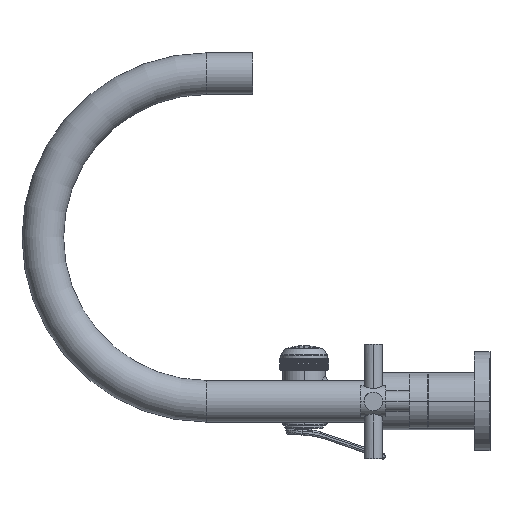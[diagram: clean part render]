
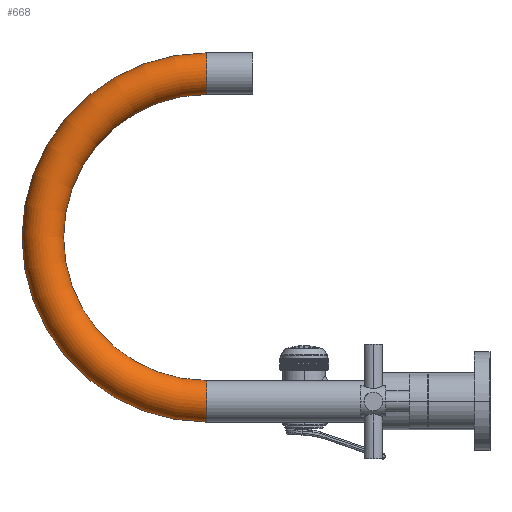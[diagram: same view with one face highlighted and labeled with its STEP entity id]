
A CAD part, left-side view. The second image highlights one B-rep face of the part: STEP entity #668.
In plain terms, the highlighted toroidal (fillet/blend) face has major radius 100.013 mm and minor radius 12.7 mm.
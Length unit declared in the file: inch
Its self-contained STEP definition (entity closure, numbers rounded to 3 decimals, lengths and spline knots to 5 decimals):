
#336=CARTESIAN_POINT('',(0.,6.81,0.));
#337=DIRECTION('',(0.,1.,0.));
#338=DIRECTION('',(0.,0.,-1.));
#339=AXIS2_PLACEMENT_3D('',#336,#337,#338);
#344=CARTESIAN_POINT('',(0.,6.81,3.9375));
#345=DIRECTION('',(1.,0.,0.));
#346=DIRECTION('',(0.,0.,-1.));
#347=AXIS2_PLACEMENT_3D('',#344,#345,#346);
#360=CARTESIAN_POINT('',(0.,6.81,3.9375));
#361=DIRECTION('',(1.,0.,0.));
#362=DIRECTION('',(0.,0.,-1.));
#363=AXIS2_PLACEMENT_3D('',#360,#361,#362);
#390=CARTESIAN_POINT('',(0.,6.81,7.875));
#391=DIRECTION('',(0.,-1.,0.));
#392=DIRECTION('',(0.,0.,1.));
#393=AXIS2_PLACEMENT_3D('',#390,#391,#392);
#426=CARTESIAN_POINT('',(0.,6.81,0.5));
#427=CARTESIAN_POINT('',(0.,6.81,-0.5));
#428=VERTEX_POINT('',#426);
#429=VERTEX_POINT('',#427);
#430=CARTESIAN_POINT('',(0.,6.81,7.375));
#431=CARTESIAN_POINT('',(0.,6.81,8.375));
#432=VERTEX_POINT('',#430);
#433=VERTEX_POINT('',#431);
#654=CARTESIAN_POINT('',(0.,6.81,3.9375));
#655=DIRECTION('',(1.,0.,0.));
#656=DIRECTION('',(0.,0.,1.));
#657=AXIS2_PLACEMENT_3D('',#654,#655,#656);
#658=TOROIDAL_SURFACE('',#657,3.9375,0.5);
#659=ORIENTED_EDGE('',*,*,#648,.F.);
#661=ORIENTED_EDGE('',*,*,#660,.T.);
#663=ORIENTED_EDGE('',*,*,#662,.T.);
#665=ORIENTED_EDGE('',*,*,#664,.F.);
#666=EDGE_LOOP('',(#659,#661,#663,#665));
#667=FACE_OUTER_BOUND('',#666,.F.);
#340=CIRCLE('',#339,0.5);
#348=CIRCLE('',#347,4.4375);
#364=CIRCLE('',#363,3.4375);
#394=CIRCLE('',#393,0.5);
#648=EDGE_CURVE('',#429,#428,#340,.T.);
#660=EDGE_CURVE('',#429,#433,#348,.T.);
#662=EDGE_CURVE('',#433,#432,#394,.T.);
#664=EDGE_CURVE('',#428,#432,#364,.T.);
#668=ADVANCED_FACE('',(#667),#658,.T.);
